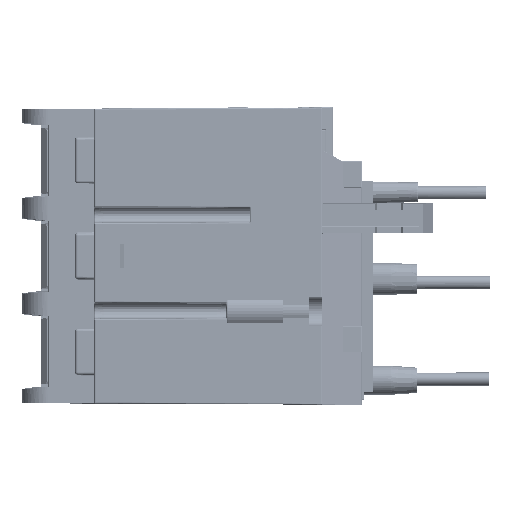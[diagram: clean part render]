
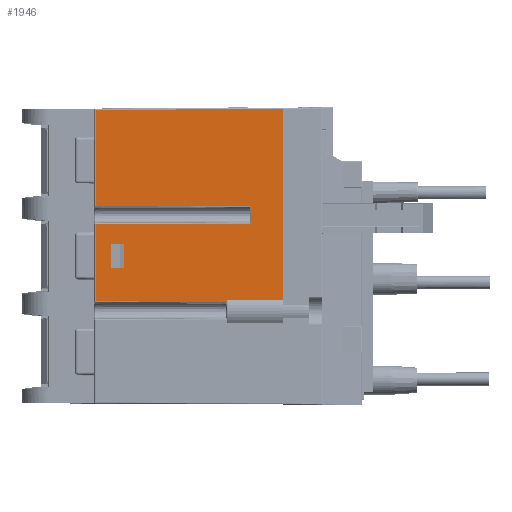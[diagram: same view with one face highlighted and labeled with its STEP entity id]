
A CAD part, left-side view. The second image highlights one B-rep face of the part: STEP entity #1946.
In plain terms, the highlighted planar face has unit normal (-1, 0, 0).
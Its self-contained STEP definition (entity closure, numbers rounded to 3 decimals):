
#1468=CARTESIAN_POINT('',(1.1,7.501,-0.65));
#1469=VERTEX_POINT('',#1468);
#1477=CARTESIAN_POINT('',(1.1,7.501,-29.485));
#1478=VERTEX_POINT('',#1477);
#1479=CARTESIAN_POINT('',(1.1,7.501,-0.65));
#1480=DIRECTION('',(0.0,0.0,-1.0));
#1481=VECTOR('',#1480,28.835);
#1482=LINE('',#1479,#1481);
#1483=EDGE_CURVE('',#1469,#1478,#1482,.T.);
#1692=CARTESIAN_POINT('',(1.1,35.801,-18.049));
#1693=VERTEX_POINT('',#1692);
#1701=CARTESIAN_POINT('',(1.1,12.599,-17.948));
#1702=VERTEX_POINT('',#1701);
#1703=CARTESIAN_POINT('',(1.1,12.599,-17.948));
#1704=DIRECTION('',(0.0,1.,-0.004));
#1705=VECTOR('',#1704,23.202);
#1706=LINE('',#1703,#1705);
#1707=EDGE_CURVE('',#1702,#1693,#1706,.T.);
#1724=CARTESIAN_POINT('',(1.1,12.301,-17.648));
#1725=VERTEX_POINT('',#1724);
#1726=CARTESIAN_POINT('',(1.1,12.601,-17.648));
#1727=DIRECTION('',(1.0,0.0,0.0));
#1728=DIRECTION('',(0.0,-1.0,0.0));
#1729=AXIS2_PLACEMENT_3D('',#1726,#1727,#1728);
#1730=CIRCLE('',#1729,0.3);
#1731=EDGE_CURVE('',#1725,#1702,#1730,.T.);
#1817=CARTESIAN_POINT('',(1.1,36.001,-0.45));
#1818=DIRECTION('',(-1.0,0.0,0.0));
#1819=DIRECTION('',(0.0,0.0,1.0));
#1820=AXIS2_PLACEMENT_3D('',#1817,#1818,#1819);
#1821=PLANE('',#1820);
#1822=CARTESIAN_POINT('',(1.1,15.801,-29.485));
#1823=VERTEX_POINT('',#1822);
#1824=CARTESIAN_POINT('',(1.1,15.801,-29.485));
#1825=DIRECTION('',(0.0,-1.0,0.0));
#1826=VECTOR('',#1825,8.3);
#1827=LINE('',#1824,#1826);
#1828=EDGE_CURVE('',#1823,#1478,#1827,.T.);
#1829=ORIENTED_EDGE('',*,*,#1828,.T.);
#1830=ORIENTED_EDGE('',*,*,#1483,.F.);
#1831=CARTESIAN_POINT('',(1.1,35.801,-0.773));
#1832=VERTEX_POINT('',#1831);
#1833=CARTESIAN_POINT('',(1.1,35.801,-0.773));
#1834=DIRECTION('',(0.0,-1.,0.004));
#1835=VECTOR('',#1834,28.3);
#1836=LINE('',#1833,#1835);
#1837=EDGE_CURVE('',#1832,#1469,#1836,.T.);
#1838=ORIENTED_EDGE('',*,*,#1837,.F.);
#1839=CARTESIAN_POINT('',(1.1,35.801,-15.251));
#1840=VERTEX_POINT('',#1839);
#1841=CARTESIAN_POINT('',(1.1,35.801,-15.251));
#1842=DIRECTION('',(0.0,0.0,1.0));
#1843=VECTOR('',#1842,14.477);
#1844=LINE('',#1841,#1843);
#1845=EDGE_CURVE('',#1840,#1832,#1844,.T.);
#1846=ORIENTED_EDGE('',*,*,#1845,.F.);
#1847=CARTESIAN_POINT('',(1.1,12.599,-15.352));
#1848=VERTEX_POINT('',#1847);
#1849=CARTESIAN_POINT('',(1.1,35.801,-15.251));
#1850=DIRECTION('',(0.0,-1.,-0.004));
#1851=VECTOR('',#1850,23.202);
#1852=LINE('',#1849,#1851);
#1853=EDGE_CURVE('',#1840,#1848,#1852,.T.);
#1854=ORIENTED_EDGE('',*,*,#1853,.T.);
#1855=CARTESIAN_POINT('',(1.1,12.301,-15.652));
#1856=VERTEX_POINT('',#1855);
#1857=CARTESIAN_POINT('',(1.1,12.601,-15.652));
#1858=DIRECTION('',(1.0,0.0,0.0));
#1859=DIRECTION('',(0.0,-0.004,1.));
#1860=AXIS2_PLACEMENT_3D('',#1857,#1858,#1859);
#1861=CIRCLE('',#1860,0.3);
#1862=EDGE_CURVE('',#1848,#1856,#1861,.T.);
#1863=ORIENTED_EDGE('',*,*,#1862,.T.);
#1864=CARTESIAN_POINT('',(1.1,12.301,-15.652));
#1865=DIRECTION('',(0.0,0.,-1.0));
#1866=VECTOR('',#1865,1.996);
#1867=LINE('',#1864,#1866);
#1868=EDGE_CURVE('',#1856,#1725,#1867,.T.);
#1869=ORIENTED_EDGE('',*,*,#1868,.T.);
#1870=ORIENTED_EDGE('',*,*,#1731,.T.);
#1871=ORIENTED_EDGE('',*,*,#1707,.T.);
#1872=CARTESIAN_POINT('',(1.1,35.801,-29.681));
#1873=VERTEX_POINT('',#1872);
#1874=CARTESIAN_POINT('',(1.1,35.801,-29.681));
#1875=DIRECTION('',(0.0,0.0,1.0));
#1876=VECTOR('',#1875,11.632);
#1877=LINE('',#1874,#1876);
#1878=EDGE_CURVE('',#1873,#1693,#1877,.T.);
#1879=ORIENTED_EDGE('',*,*,#1878,.F.);
#1880=CARTESIAN_POINT('',(1.1,16.099,-29.767));
#1881=VERTEX_POINT('',#1880);
#1882=CARTESIAN_POINT('',(1.1,16.099,-29.767));
#1883=DIRECTION('',(0.0,1.,0.004));
#1884=VECTOR('',#1883,19.701);
#1885=LINE('',#1882,#1884);
#1886=EDGE_CURVE('',#1881,#1873,#1885,.T.);
#1887=ORIENTED_EDGE('',*,*,#1886,.F.);
#1888=CARTESIAN_POINT('',(1.1,15.999,-29.785));
#1889=VERTEX_POINT('',#1888);
#1890=CARTESIAN_POINT('',(1.1,16.101,-30.067));
#1891=DIRECTION('',(-1.0,0.0,0.0));
#1892=DIRECTION('',(0.0,-0.338,0.941));
#1893=AXIS2_PLACEMENT_3D('',#1890,#1891,#1892);
#1894=CIRCLE('',#1893,0.3);
#1895=EDGE_CURVE('',#1889,#1881,#1894,.T.);
#1896=ORIENTED_EDGE('',*,*,#1895,.F.);
#1897=CARTESIAN_POINT('',(1.1,15.999,-29.785));
#1898=CARTESIAN_POINT('',(1.1,15.997,-29.743));
#1899=CARTESIAN_POINT('',(1.1,15.989,-29.7));
#1900=CARTESIAN_POINT('',(1.1,15.967,-29.628));
#1901=CARTESIAN_POINT('',(1.1,15.949,-29.588));
#1902=CARTESIAN_POINT('',(1.1,15.911,-29.537));
#1903=CARTESIAN_POINT('',(1.1,15.887,-29.514));
#1904=CARTESIAN_POINT('',(1.1,15.846,-29.492));
#1905=CARTESIAN_POINT('',(1.1,15.821,-29.485));
#1906=CARTESIAN_POINT('',(1.1,15.801,-29.485));
#1907=B_SPLINE_CURVE_WITH_KNOTS('',3,(#1897,#1898,#1899,#1900,#1901,#1902,#1903,#1904,#1905,#1906),.UNSPECIFIED.,.F.,.U.,(4,2,2,2,4),(-0.037,-0.025,-0.014,-0.006,0.0),.UNSPECIFIED.);
#1908=EDGE_CURVE('',#1889,#1823,#1907,.T.);
#1909=ORIENTED_EDGE('',*,*,#1908,.T.);
#1910=EDGE_LOOP('',(#1829,#1830,#1838,#1846,#1854,#1863,#1869,#1870,#1871,#1879,#1887,#1896,#1909));
#1911=FACE_OUTER_BOUND('',#1910,.T.);
#1912=CARTESIAN_POINT('',(1.1,31.501,-24.607));
#1913=VERTEX_POINT('',#1912);
#1914=CARTESIAN_POINT('',(1.1,33.501,-24.6));
#1915=VERTEX_POINT('',#1914);
#1916=CARTESIAN_POINT('',(1.1,31.501,-24.607));
#1917=DIRECTION('',(0.0,1.,0.003));
#1918=VECTOR('',#1917,2.);
#1919=LINE('',#1916,#1918);
#1920=EDGE_CURVE('',#1913,#1915,#1919,.T.);
#1921=ORIENTED_EDGE('',*,*,#1920,.T.);
#1922=CARTESIAN_POINT('',(1.1,33.501,-21.1));
#1923=VERTEX_POINT('',#1922);
#1924=CARTESIAN_POINT('',(1.1,33.501,-24.6));
#1925=DIRECTION('',(0.0,0.0,1.0));
#1926=VECTOR('',#1925,3.5);
#1927=LINE('',#1924,#1926);
#1928=EDGE_CURVE('',#1915,#1923,#1927,.T.);
#1929=ORIENTED_EDGE('',*,*,#1928,.T.);
#1930=CARTESIAN_POINT('',(1.1,31.501,-21.093));
#1931=VERTEX_POINT('',#1930);
#1932=CARTESIAN_POINT('',(1.1,31.501,-21.093));
#1933=DIRECTION('',(0.0,1.,-0.003));
#1934=VECTOR('',#1933,2.);
#1935=LINE('',#1932,#1934);
#1936=EDGE_CURVE('',#1931,#1923,#1935,.T.);
#1937=ORIENTED_EDGE('',*,*,#1936,.F.);
#1938=CARTESIAN_POINT('',(1.1,31.501,-24.607));
#1939=DIRECTION('',(0.0,0.0,1.0));
#1940=VECTOR('',#1939,3.514);
#1941=LINE('',#1938,#1940);
#1942=EDGE_CURVE('',#1913,#1931,#1941,.T.);
#1943=ORIENTED_EDGE('',*,*,#1942,.F.);
#1944=EDGE_LOOP('',(#1921,#1929,#1937,#1943));
#1945=FACE_BOUND('',#1944,.T.);
#1946=ADVANCED_FACE('',(#1911,#1945),#1821,.T.);
